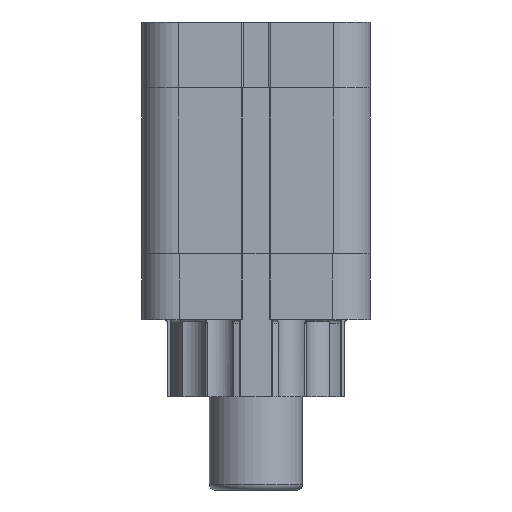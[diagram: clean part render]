
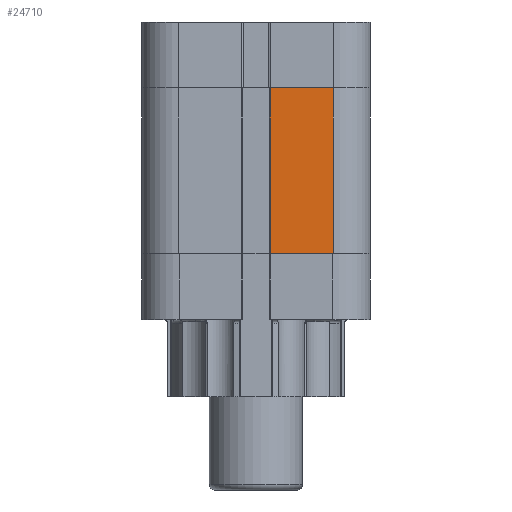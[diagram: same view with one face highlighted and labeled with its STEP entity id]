
A CAD part, left-side view. The second image highlights one B-rep face of the part: STEP entity #24710.
In plain terms, the highlighted planar face has unit normal (-1, 0, 0).
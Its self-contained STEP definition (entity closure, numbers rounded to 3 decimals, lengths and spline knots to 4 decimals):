
#2263=LINE($,#49078,#4018);
#2298=LINE($,#49207,#4053);
#2300=LINE($,#49213,#4055);
#2301=LINE($,#49214,#4056);
#4018=VECTOR($,#29906,1.34);
#4053=VECTOR($,#30013,3.55);
#4055=VECTOR($,#30019,3.55);
#4056=VECTOR($,#30020,1.34);
#4772=PLANE($,#25956);
#7700=FACE_OUTER_BOUND($,#9231,.T.);
#9231=EDGE_LOOP($,(#22965,#22966,#22967,#22968));
#12169=VERTEX_POINT($,#49075);
#12170=VERTEX_POINT($,#49077);
#12228=VERTEX_POINT($,#49206);
#12230=VERTEX_POINT($,#49212);
#15760=EDGE_CURVE($,#12169,#12170,#2263,.T.);
#15825=EDGE_CURVE($,#12170,#12228,#2298,.T.);
#15828=EDGE_CURVE($,#12169,#12230,#2300,.T.);
#15829=EDGE_CURVE($,#12230,#12228,#2301,.T.);
#22965=ORIENTED_EDGE($,*,*,#15825,.F.);
#22966=ORIENTED_EDGE($,*,*,#15760,.F.);
#22967=ORIENTED_EDGE($,*,*,#15828,.T.);
#22968=ORIENTED_EDGE($,*,*,#15829,.T.);
#24710=ADVANCED_FACE($,(#7700),#4772,.T.);
#25956=AXIS2_PLACEMENT_3D($,#49211,#30017,#30018);
#29906=DIRECTION($,(0.,1.,0.));
#30013=DIRECTION($,(0.,0.,1.));
#30017=DIRECTION('center_axis',(-1.,0.,0.));
#30018=DIRECTION('ref_axis',(0.,0.,-1.));
#30019=DIRECTION($,(0.,0.,1.));
#30020=DIRECTION($,(0.,1.,0.));
#49075=CARTESIAN_POINT('',(-2.45,-1.65,-4.96));
#49077=CARTESIAN_POINT('',(-2.45,-0.31,-4.96));
#49078=CARTESIAN_POINT($,(-2.45,-1.65,-4.96));
#49206=CARTESIAN_POINT('',(-2.45,-0.31,-1.41));
#49207=CARTESIAN_POINT($,(-2.45,-0.31,-4.96));
#49211=CARTESIAN_POINT('Origin',(-2.45,-1.65,-4.96));
#49212=CARTESIAN_POINT('',(-2.45,-1.65,-1.41));
#49213=CARTESIAN_POINT($,(-2.45,-1.65,-4.96));
#49214=CARTESIAN_POINT($,(-2.45,-1.65,-1.41));
